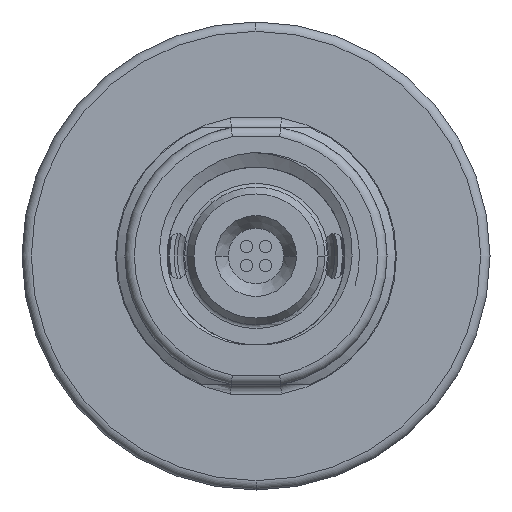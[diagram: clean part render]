
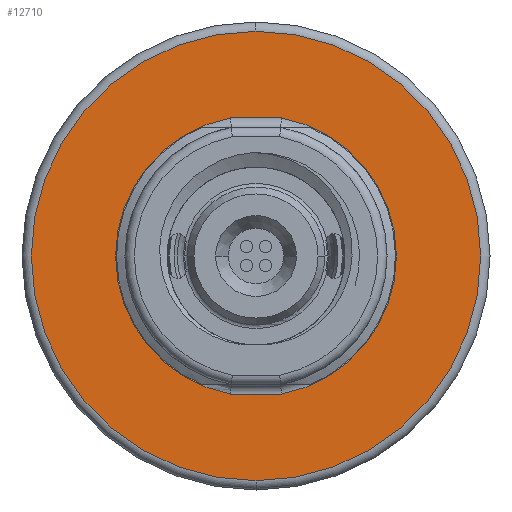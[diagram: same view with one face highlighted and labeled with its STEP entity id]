
A CAD part, front view. The second image highlights one B-rep face of the part: STEP entity #12710.
In plain terms, the highlighted planar face has unit normal (0, -1, 0).
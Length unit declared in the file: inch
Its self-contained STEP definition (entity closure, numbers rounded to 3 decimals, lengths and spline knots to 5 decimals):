
#1688=CARTESIAN_POINT('',(0.,-0.11811,0.));
#1689=DIRECTION('',(0.,1.,0.));
#1690=DIRECTION('',(0.,0.,-1.));
#1691=AXIS2_PLACEMENT_3D('',#1688,#1689,#1690);
#1693=CARTESIAN_POINT('',(0.,-0.11811,0.));
#1694=DIRECTION('',(0.,1.,0.));
#1695=DIRECTION('',(0.,0.,1.));
#1696=AXIS2_PLACEMENT_3D('',#1693,#1694,#1695);
#1698=CARTESIAN_POINT('',(0.,-0.11811,0.));
#1699=DIRECTION('',(0.,-1.,0.));
#1700=DIRECTION('',(-0.182,0.,0.983));
#1701=AXIS2_PLACEMENT_3D('',#1698,#1699,#1700);
#1703=DIRECTION('',(1.,0.,0.));
#1704=VECTOR('',#1703,0.21474);
#1705=CARTESIAN_POINT('',(-0.10737,-0.11811,
-0.58071));
#1706=LINE('',#1705,#1704);
#1707=CARTESIAN_POINT('',(0.,-0.11811,0.));
#1708=DIRECTION('',(0.,-1.,0.));
#1709=DIRECTION('',(0.182,0.,-0.983));
#1710=AXIS2_PLACEMENT_3D('',#1707,#1708,#1709);
#1712=DIRECTION('',(-1.,0.,0.));
#1713=VECTOR('',#1712,0.21474);
#1714=CARTESIAN_POINT('',(0.10737,-0.11811,
0.58071));
#1715=LINE('',#1714,#1713);
#9598=CARTESIAN_POINT('',(-0.10737,-0.11811,
0.58071));
#9599=CARTESIAN_POINT('',(-0.10737,-0.11811,
-0.58071));
#9600=VERTEX_POINT('',#9598);
#9601=VERTEX_POINT('',#9599);
#9606=CARTESIAN_POINT('',(0.10737,-0.11811,
-0.58071));
#9607=CARTESIAN_POINT('',(0.10737,-0.11811,
0.58071));
#9608=VERTEX_POINT('',#9606);
#9609=VERTEX_POINT('',#9607);
#9638=CARTESIAN_POINT('',(0.,-0.11811,-0.94488));
#9639=CARTESIAN_POINT('',(0.,-0.11811,0.94488));
#9640=VERTEX_POINT('',#9638);
#9641=VERTEX_POINT('',#9639);
#12691=CARTESIAN_POINT('',(0.,-0.11811,0.));
#12692=DIRECTION('',(0.,-1.,0.));
#12693=DIRECTION('',(0.,0.,1.));
#12694=AXIS2_PLACEMENT_3D('',#12691,#12692,#12693);
#12695=PLANE('',#12694);
#12696=ORIENTED_EDGE('',*,*,#12685,.T.);
#12697=ORIENTED_EDGE('',*,*,#12671,.T.);
#12698=EDGE_LOOP('',(#12696,#12697));
#12699=FACE_OUTER_BOUND('',#12698,.F.);
#12701=ORIENTED_EDGE('',*,*,#12700,.T.);
#12703=ORIENTED_EDGE('',*,*,#12702,.T.);
#12705=ORIENTED_EDGE('',*,*,#12704,.T.);
#12707=ORIENTED_EDGE('',*,*,#12706,.T.);
#12708=EDGE_LOOP('',(#12701,#12703,#12705,#12707));
#12709=FACE_BOUND('',#12708,.F.);
#12710=ADVANCED_FACE('',(#12699,#12709),#12695,.T.);
#1692=CIRCLE('',#1691,0.94488);
#1697=CIRCLE('',#1696,0.94488);
#1702=CIRCLE('',#1701,0.59055);
#1711=CIRCLE('',#1710,0.59055);
#12671=EDGE_CURVE('',#9641,#9640,#1697,.T.);
#12685=EDGE_CURVE('',#9640,#9641,#1692,.T.);
#12700=EDGE_CURVE('',#9600,#9601,#1702,.T.);
#12702=EDGE_CURVE('',#9601,#9608,#1706,.T.);
#12704=EDGE_CURVE('',#9608,#9609,#1711,.T.);
#12706=EDGE_CURVE('',#9609,#9600,#1715,.T.);
